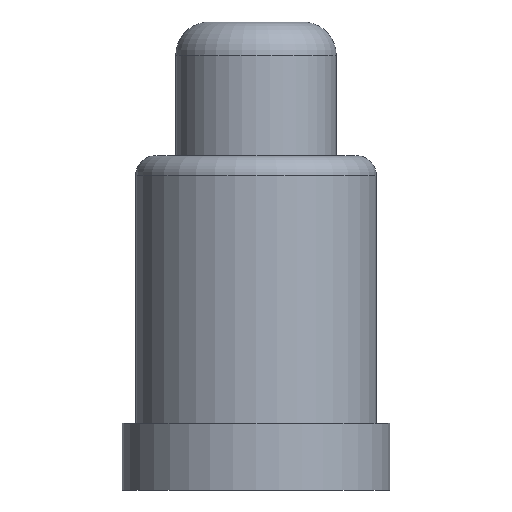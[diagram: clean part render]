
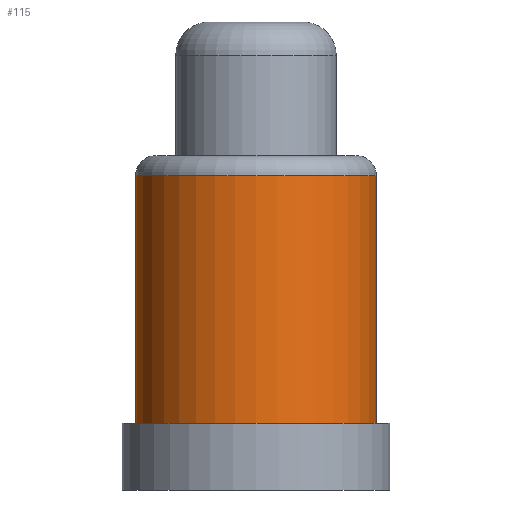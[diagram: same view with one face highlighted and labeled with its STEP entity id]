
A CAD part, front view. The second image highlights one B-rep face of the part: STEP entity #115.
In plain terms, the highlighted cylindrical face has radius 0.9 mm (diameter 1.8 mm), a full revolution.
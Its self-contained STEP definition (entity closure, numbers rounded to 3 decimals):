
#29=FACE_OUTER_BOUND('',#39,.T.);
#39=EDGE_LOOP('',(#96,#97,#98,#99));
#45=LINE('',#219,#48);
#48=VECTOR('',#185,0.9);
#55=CIRCLE('',#144,0.9);
#56=CIRCLE('',#146,0.9);
#64=VERTEX_POINT('',#214);
#65=VERTEX_POINT('',#217);
#75=EDGE_CURVE('',#64,#64,#55,.T.);
#76=EDGE_CURVE('',#65,#65,#56,.T.);
#77=EDGE_CURVE('',#65,#64,#45,.T.);
#96=ORIENTED_EDGE('',*,*,#76,.F.);
#97=ORIENTED_EDGE('',*,*,#77,.T.);
#98=ORIENTED_EDGE('',*,*,#75,.T.);
#99=ORIENTED_EDGE('',*,*,#77,.F.);
#108=CYLINDRICAL_SURFACE('',#145,0.9);
#115=ADVANCED_FACE('',(#29),#108,.T.);
#144=AXIS2_PLACEMENT_3D('',#215,#179,#180);
#145=AXIS2_PLACEMENT_3D('',#216,#181,#182);
#146=AXIS2_PLACEMENT_3D('',#218,#183,#184);
#179=DIRECTION('center_axis',(0.,0.,1.));
#180=DIRECTION('ref_axis',(1.,0.,0.));
#181=DIRECTION('center_axis',(0.,0.,1.));
#182=DIRECTION('ref_axis',(1.,0.,0.));
#183=DIRECTION('center_axis',(0.,0.,1.));
#184=DIRECTION('ref_axis',(1.,0.,0.));
#185=DIRECTION('',(0.,0.,-1.));
#214=CARTESIAN_POINT('',(-0.9,0.,0.5));
#215=CARTESIAN_POINT('Origin',(0.,0.,0.5));
#216=CARTESIAN_POINT('Origin',(0.,0.,1.425));
#217=CARTESIAN_POINT('',(-0.9,0.,2.35));
#218=CARTESIAN_POINT('Origin',(0.,0.,2.35));
#219=CARTESIAN_POINT('',(-0.9,0.,1.425));
